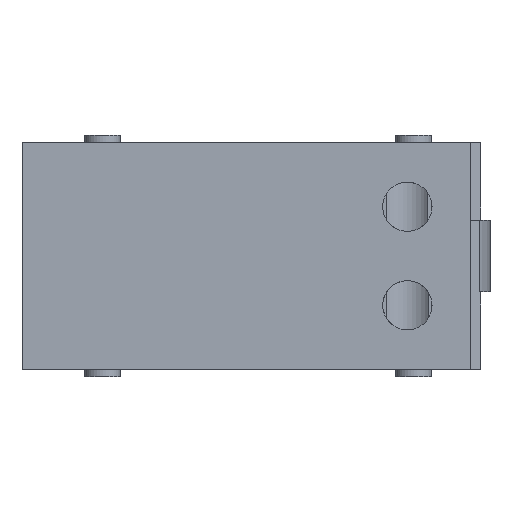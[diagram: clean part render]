
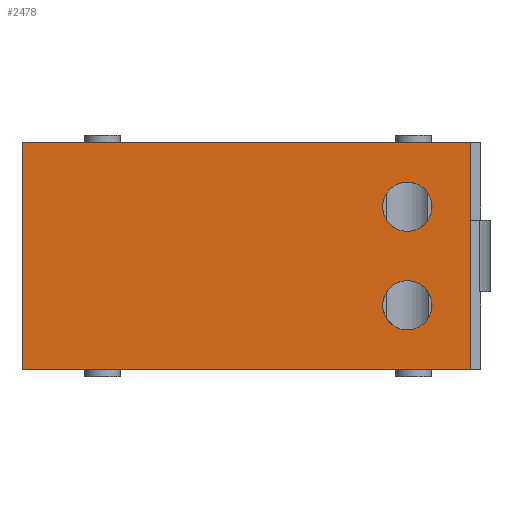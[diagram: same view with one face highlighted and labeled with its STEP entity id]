
A CAD part, front view. The second image highlights one B-rep face of the part: STEP entity #2478.
In plain terms, the highlighted planar face has unit normal (0, -1, 0).
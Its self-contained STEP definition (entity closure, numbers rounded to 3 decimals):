
#95=CIRCLE('',#2635,2.75);
#135=CIRCLE('',#2691,2.75);
#384=ORIENTED_EDGE('',*,*,#1076,.T.);
#385=ORIENTED_EDGE('',*,*,#958,.F.);
#386=ORIENTED_EDGE('',*,*,#948,.T.);
#387=ORIENTED_EDGE('',*,*,#1077,.F.);
#388=ORIENTED_EDGE('',*,*,#1078,.F.);
#389=ORIENTED_EDGE('',*,*,#1056,.T.);
#948=EDGE_CURVE('',#1305,#1304,#1535,.T.);
#958=EDGE_CURVE('',#1312,#1312,#95,.T.);
#1056=EDGE_CURVE('',#1400,#1305,#1605,.T.);
#1076=EDGE_CURVE('',#1414,#1414,#135,.T.);
#1077=EDGE_CURVE('',#1415,#1304,#1622,.T.);
#1078=EDGE_CURVE('',#1400,#1415,#1623,.T.);
#1304=VERTEX_POINT('',#3741);
#1305=VERTEX_POINT('',#3743);
#1312=VERTEX_POINT('',#3761);
#1400=VERTEX_POINT('',#3957);
#1414=VERTEX_POINT('',#4003);
#1415=VERTEX_POINT('',#4005);
#1535=LINE('',#3742,#1768);
#1605=LINE('',#3956,#1838);
#1622=LINE('',#4004,#1855);
#1623=LINE('',#4006,#1856);
#1768=VECTOR('',#2936,1000.);
#1838=VECTOR('',#3104,1000.);
#1855=VECTOR('',#3139,1000.);
#1856=VECTOR('',#3140,1000.);
#2021=EDGE_LOOP('',(#384));
#2022=EDGE_LOOP('',(#385));
#2023=EDGE_LOOP('',(#386,#387,#388,#389));
#2213=FACE_BOUND('',#2021,.T.);
#2214=FACE_BOUND('',#2022,.T.);
#2215=FACE_BOUND('',#2023,.T.);
#2384=PLANE('',#2690);
#2478=ADVANCED_FACE('',(#2213,#2214,#2215),#2384,.F.);
#2635=AXIS2_PLACEMENT_3D('',#3760,#2948,#2949);
#2690=AXIS2_PLACEMENT_3D('',#4001,#3135,#3136);
#2691=AXIS2_PLACEMENT_3D('',#4002,#3137,#3138);
#2936=DIRECTION('',(1.,0.,0.));
#2948=DIRECTION('',(0.,-1.,0.));
#2949=DIRECTION('',(0.,0.,-1.));
#3104=DIRECTION('',(0.,0.,-1.));
#3135=DIRECTION('',(0.,1.,0.));
#3136=DIRECTION('',(0.,0.,1.));
#3137=DIRECTION('',(0.,1.,0.));
#3138=DIRECTION('',(0.,0.,1.));
#3139=DIRECTION('',(0.,0.,-1.));
#3140=DIRECTION('',(1.,0.,0.));
#3741=CARTESIAN_POINT('',(25.,0.,-12.7));
#3742=CARTESIAN_POINT('',(-25.,0.,-12.7));
#3743=CARTESIAN_POINT('',(-25.,0.,-12.7));
#3760=CARTESIAN_POINT('',(18.,0.,-5.5));
#3761=CARTESIAN_POINT('',(18.,0.,-8.25));
#3956=CARTESIAN_POINT('',(-25.,0.,12.7));
#3957=CARTESIAN_POINT('',(-25.,0.,12.7));
#4001=CARTESIAN_POINT('',(-25.,0.,12.7));
#4002=CARTESIAN_POINT('',(18.,0.,5.5));
#4003=CARTESIAN_POINT('',(18.,0.,8.25));
#4004=CARTESIAN_POINT('',(25.,0.,12.7));
#4005=CARTESIAN_POINT('',(25.,0.,12.7));
#4006=CARTESIAN_POINT('',(-25.,0.,12.7));
